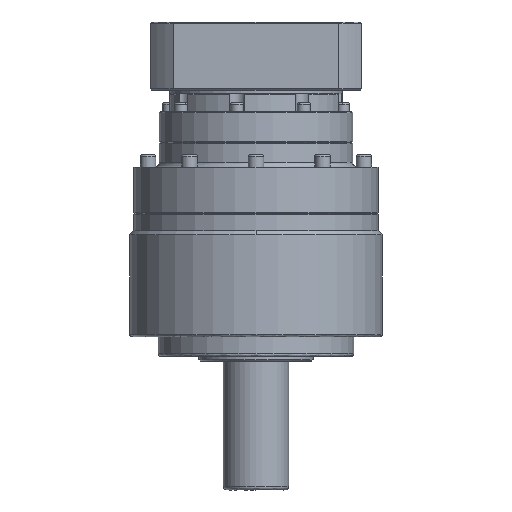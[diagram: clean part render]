
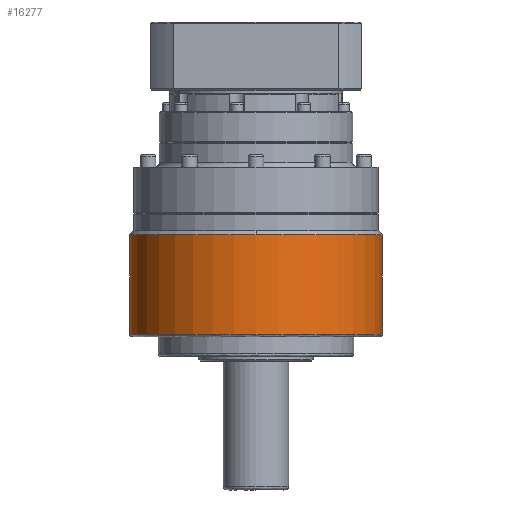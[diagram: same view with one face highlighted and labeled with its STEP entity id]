
A CAD part, front view. The second image highlights one B-rep face of the part: STEP entity #16277.
In plain terms, the highlighted cylindrical face has radius 77.5 mm (diameter 155 mm), a partial arc.
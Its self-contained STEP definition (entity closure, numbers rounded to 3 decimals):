
#722 = EDGE_LOOP ( 'NONE', ( #5421, #13263, #25155, #29390, #24062 ) ) ;
#985 = CARTESIAN_POINT ( 'NONE',  ( 0., 0., 74.5 ) ) ;
#1463 = VERTEX_POINT ( 'NONE', #7617 ) ;
#3151 = VERTEX_POINT ( 'NONE', #26479 ) ;
#3257 = DIRECTION ( 'NONE',  ( 1., 0., 0. ) ) ;
#3668 = CARTESIAN_POINT ( 'NONE',  ( -77.5, 0., 13.5 ) ) ;
#4126 = VECTOR ( 'NONE', #21387, 1000. ) ;
#4164 = CIRCLE ( 'NONE', #28468, 77.5 ) ;
#4861 = LINE ( 'NONE', #19015, #4126 ) ;
#5109 = CARTESIAN_POINT ( 'NONE',  ( -77.5, 0., 0. ) ) ;
#5115 = DIRECTION ( 'NONE',  ( 0., 0., 1. ) ) ;
#5421 = ORIENTED_EDGE ( 'NONE', *, *, #19317, .F. ) ;
#6335 = CIRCLE ( 'NONE', #8402, 77.5 ) ;
#7467 = DIRECTION ( 'NONE',  ( 0., 0., -1. ) ) ;
#7617 = CARTESIAN_POINT ( 'NONE',  ( 0., -77.5, 74.5 ) ) ;
#8402 = AXIS2_PLACEMENT_3D ( 'NONE', #985, #16830, #3257 ) ;
#8915 = AXIS2_PLACEMENT_3D ( 'NONE', #18565, #5115, #20917 ) ;
#9562 = CARTESIAN_POINT ( 'NONE',  ( 77.5, 0., 13.5 ) ) ;
#9742 = EDGE_CURVE ( 'NONE', #1463, #21993, #6335, .T. ) ;
#10203 = DIRECTION ( 'NONE',  ( 1., 0., 0. ) ) ;
#10978 = LINE ( 'NONE', #5109, #27538 ) ;
#11049 = AXIS2_PLACEMENT_3D ( 'NONE', #14740, #16835, #10203 ) ;
#12020 = DIRECTION ( 'NONE',  ( 0., 0., 1. ) ) ;
#13263 = ORIENTED_EDGE ( 'NONE', *, *, #16922, .T. ) ;
#14740 = CARTESIAN_POINT ( 'NONE',  ( 0., 0., 0. ) ) ;
#16277 = ADVANCED_FACE ( 'NONE', ( #17176 ), #26449, .T. ) ;
#16830 = DIRECTION ( 'NONE',  ( 0., 0., -1. ) ) ;
#16835 = DIRECTION ( 'NONE',  ( 0., 0., 1. ) ) ;
#16922 = EDGE_CURVE ( 'NONE', #23412, #20146, #21771, .T. ) ;
#17176 = FACE_OUTER_BOUND ( 'NONE', #722, .T. ) ;
#17610 = CARTESIAN_POINT ( 'NONE',  ( -77.5, 0., 74.5 ) ) ;
#18565 = CARTESIAN_POINT ( 'NONE',  ( 0., 0., 13.5 ) ) ;
#19015 = CARTESIAN_POINT ( 'NONE',  ( 77.5, 0., 0. ) ) ;
#19317 = EDGE_CURVE ( 'NONE', #23412, #21993, #10978, .T. ) ;
#20146 = VERTEX_POINT ( 'NONE', #9562 ) ;
#20915 = CARTESIAN_POINT ( 'NONE',  ( 0., 0., 74.5 ) ) ;
#20917 = DIRECTION ( 'NONE',  ( 1., 0., 0. ) ) ;
#21387 = DIRECTION ( 'NONE',  ( 0., 0., 1. ) ) ;
#21771 = CIRCLE ( 'NONE', #8915, 77.5 ) ;
#21993 = VERTEX_POINT ( 'NONE', #17610 ) ;
#22640 = EDGE_CURVE ( 'NONE', #20146, #3151, #4861, .T. ) ;
#23236 = DIRECTION ( 'NONE',  ( 1., 0., 0. ) ) ;
#23412 = VERTEX_POINT ( 'NONE', #3668 ) ;
#24062 = ORIENTED_EDGE ( 'NONE', *, *, #9742, .T. ) ;
#25155 = ORIENTED_EDGE ( 'NONE', *, *, #22640, .T. ) ;
#26449 = CYLINDRICAL_SURFACE ( 'NONE', #11049, 77.5 ) ;
#26479 = CARTESIAN_POINT ( 'NONE',  ( 77.5, 0., 74.5 ) ) ;
#27538 = VECTOR ( 'NONE', #12020, 1000. ) ;
#27909 = EDGE_CURVE ( 'NONE', #3151, #1463, #4164, .T. ) ;
#28468 = AXIS2_PLACEMENT_3D ( 'NONE', #20915, #7467, #23236 ) ;
#29390 = ORIENTED_EDGE ( 'NONE', *, *, #27909, .T. ) ;
